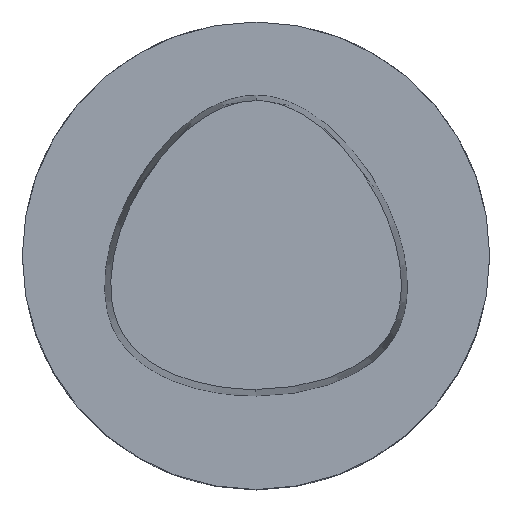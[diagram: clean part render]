
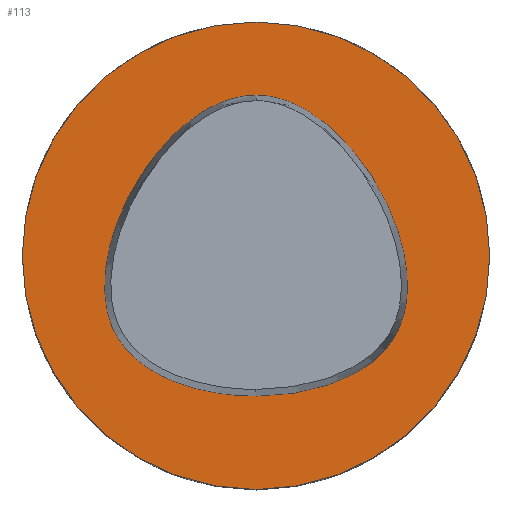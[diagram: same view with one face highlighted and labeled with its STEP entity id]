
A CAD part, top view. The second image highlights one B-rep face of the part: STEP entity #113.
In plain terms, the highlighted planar face has unit normal (0, 0, 1).
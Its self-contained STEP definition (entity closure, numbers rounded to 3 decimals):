
#46=FACE_OUTER_BOUND('',#177,.T.);
#113=ADVANCED_FACE('',(#46),#136,.T.);
#136=PLANE('',#385);
#177=EDGE_LOOP('',(#223));
#223=ORIENTED_EDGE('',*,*,#306,.F.);
#279=VERTEX_POINT('',#519);
#306=EDGE_CURVE('',#279,#279,#343,.T.);
#343=CIRCLE('',#375,16.);
#375=AXIS2_PLACEMENT_3D('',#518,#423,#424);
#385=AXIS2_PLACEMENT_3D('',#553,#451,#452);
#423=DIRECTION('',(0.,0.,-1.));
#424=DIRECTION('',(-1.,0.,0.));
#451=DIRECTION('',(0.,0.,1.));
#452=DIRECTION('',(-1.,0.,0.));
#518=CARTESIAN_POINT('',(0.,0.,0.));
#519=CARTESIAN_POINT('',(-16.,0.,0.));
#553=CARTESIAN_POINT('',(0.,0.,0.));
